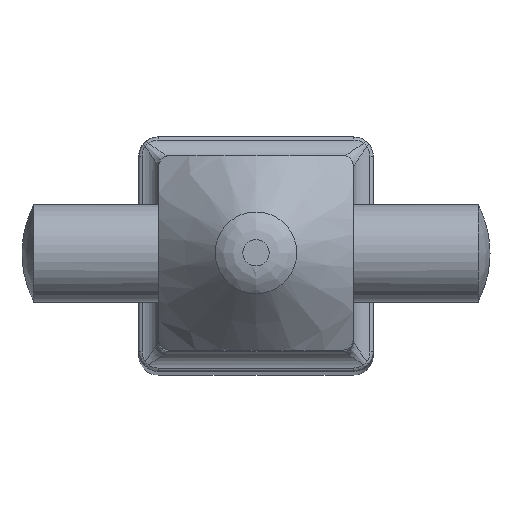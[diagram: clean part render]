
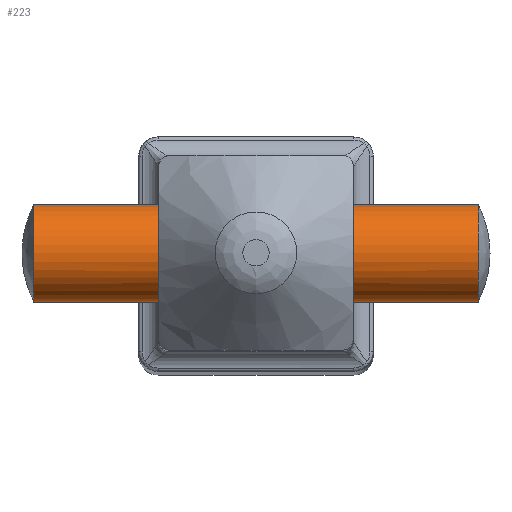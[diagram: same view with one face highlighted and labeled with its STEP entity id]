
A CAD part, top view. The second image highlights one B-rep face of the part: STEP entity #223.
In plain terms, the highlighted cylindrical face has radius 2.5 mm (diameter 5 mm), a full revolution.
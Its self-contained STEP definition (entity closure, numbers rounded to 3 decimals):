
#167=CYLINDRICAL_SURFACE('',#841,2.5);
#185=ELLIPSE('',#828,43.693,2.5);
#186=ELLIPSE('',#829,43.693,2.5);
#187=ELLIPSE('',#830,43.693,2.5);
#188=ELLIPSE('',#831,43.693,2.5);
#189=ELLIPSE('',#832,43.693,2.5);
#190=ELLIPSE('',#833,43.693,2.5);
#191=ELLIPSE('',#834,43.693,2.5);
#192=ELLIPSE('',#835,43.693,2.5);
#193=ELLIPSE('',#836,43.693,2.5);
#194=ELLIPSE('',#837,43.693,2.5);
#195=ELLIPSE('',#838,43.693,2.5);
#196=ELLIPSE('',#839,43.693,2.5);
#205=FACE_BOUND('',#316,.T.);
#206=FACE_BOUND('',#317,.T.);
#207=FACE_BOUND('',#318,.T.);
#208=FACE_BOUND('',#319,.T.);
#209=FACE_BOUND('',#320,.T.);
#223=ADVANCED_FACE('',(#205,#206,#207,#208,#209),#167,.T.);
#316=EDGE_LOOP('',(#375));
#317=EDGE_LOOP('',(#376,#377,#378,#379));
#318=EDGE_LOOP('',(#380,#381,#382,#383));
#319=EDGE_LOOP('',(#384,#385,#386,#387));
#320=EDGE_LOOP('',(#388));
#375=ORIENTED_EDGE('',*,*,#667,.F.);
#376=ORIENTED_EDGE('',*,*,#668,.T.);
#377=ORIENTED_EDGE('',*,*,#669,.T.);
#378=ORIENTED_EDGE('',*,*,#670,.T.);
#379=ORIENTED_EDGE('',*,*,#671,.T.);
#380=ORIENTED_EDGE('',*,*,#672,.T.);
#381=ORIENTED_EDGE('',*,*,#673,.T.);
#382=ORIENTED_EDGE('',*,*,#674,.T.);
#383=ORIENTED_EDGE('',*,*,#675,.T.);
#384=ORIENTED_EDGE('',*,*,#676,.T.);
#385=ORIENTED_EDGE('',*,*,#677,.T.);
#386=ORIENTED_EDGE('',*,*,#678,.T.);
#387=ORIENTED_EDGE('',*,*,#679,.T.);
#388=ORIENTED_EDGE('',*,*,#680,.T.);
#592=VERTEX_POINT('',#1099);
#593=VERTEX_POINT('',#1102);
#594=VERTEX_POINT('',#1103);
#595=VERTEX_POINT('',#1105);
#596=VERTEX_POINT('',#1107);
#597=VERTEX_POINT('',#1110);
#598=VERTEX_POINT('',#1111);
#599=VERTEX_POINT('',#1113);
#600=VERTEX_POINT('',#1115);
#601=VERTEX_POINT('',#1118);
#602=VERTEX_POINT('',#1119);
#603=VERTEX_POINT('',#1121);
#604=VERTEX_POINT('',#1123);
#605=VERTEX_POINT('',#1126);
#667=EDGE_CURVE('',#592,#592,#782,.T.);
#668=EDGE_CURVE('',#593,#594,#185,.T.);
#669=EDGE_CURVE('',#594,#595,#186,.T.);
#670=EDGE_CURVE('',#595,#596,#187,.T.);
#671=EDGE_CURVE('',#596,#593,#188,.T.);
#672=EDGE_CURVE('',#597,#598,#189,.T.);
#673=EDGE_CURVE('',#598,#599,#190,.T.);
#674=EDGE_CURVE('',#599,#600,#191,.T.);
#675=EDGE_CURVE('',#600,#597,#192,.T.);
#676=EDGE_CURVE('',#601,#602,#193,.T.);
#677=EDGE_CURVE('',#602,#603,#194,.T.);
#678=EDGE_CURVE('',#603,#604,#195,.T.);
#679=EDGE_CURVE('',#604,#601,#196,.T.);
#680=EDGE_CURVE('',#605,#605,#783,.T.);
#782=CIRCLE('',#826,2.5);
#783=CIRCLE('',#840,2.5);
#826=AXIS2_PLACEMENT_3D('',#1098,#909,#910);
#828=AXIS2_PLACEMENT_3D('',#1101,#913,#914);
#829=AXIS2_PLACEMENT_3D('',#1104,#915,#916);
#830=AXIS2_PLACEMENT_3D('',#1106,#917,#918);
#831=AXIS2_PLACEMENT_3D('',#1108,#919,#920);
#832=AXIS2_PLACEMENT_3D('',#1109,#921,#922);
#833=AXIS2_PLACEMENT_3D('',#1112,#923,#924);
#834=AXIS2_PLACEMENT_3D('',#1114,#925,#926);
#835=AXIS2_PLACEMENT_3D('',#1116,#927,#928);
#836=AXIS2_PLACEMENT_3D('',#1117,#929,#930);
#837=AXIS2_PLACEMENT_3D('',#1120,#931,#932);
#838=AXIS2_PLACEMENT_3D('',#1122,#933,#934);
#839=AXIS2_PLACEMENT_3D('',#1124,#935,#936);
#840=AXIS2_PLACEMENT_3D('',#1125,#937,#938);
#841=AXIS2_PLACEMENT_3D('',#1127,#939,#940);
#909=DIRECTION('',(-1.,0.,0.));
#910=DIRECTION('',(0.,1.,0.));
#913=DIRECTION('',(-0.057,-0.421,-0.905));
#914=DIRECTION('',(-0.998,0.024,0.052));
#915=DIRECTION('',(-0.057,0.994,-0.088));
#916=DIRECTION('',(0.998,0.057,-0.005));
#917=DIRECTION('',(0.057,0.994,-0.088));
#918=DIRECTION('',(-0.998,0.057,-0.005));
#919=DIRECTION('',(0.057,-0.421,-0.905));
#920=DIRECTION('',(0.998,0.024,0.052));
#921=DIRECTION('',(-0.057,0.994,0.088));
#922=DIRECTION('',(0.998,0.057,0.005));
#923=DIRECTION('',(-0.057,-0.421,0.905));
#924=DIRECTION('',(-0.998,0.024,-0.052));
#925=DIRECTION('',(0.057,-0.421,0.905));
#926=DIRECTION('',(0.998,0.024,-0.052));
#927=DIRECTION('',(0.057,0.994,0.088));
#928=DIRECTION('',(-0.998,0.057,0.005));
#929=DIRECTION('',(-0.057,-0.574,0.817));
#930=DIRECTION('',(-0.998,0.033,-0.047));
#931=DIRECTION('',(-0.057,-0.574,-0.817));
#932=DIRECTION('',(-0.998,0.033,0.047));
#933=DIRECTION('',(0.057,-0.574,-0.817));
#934=DIRECTION('',(0.998,0.033,0.047));
#935=DIRECTION('',(0.057,-0.574,0.817));
#936=DIRECTION('',(0.998,0.033,-0.047));
#937=DIRECTION('',(-1.,0.,0.));
#938=DIRECTION('',(0.,1.,0.));
#939=DIRECTION('',(-1.,0.,0.));
#940=DIRECTION('',(0.,-1.,0.));
#1098=CARTESIAN_POINT('',(-185.189,-15.491,170.883));
#1099=CARTESIAN_POINT('',(-185.189,-12.991,170.883));
#1101=CARTESIAN_POINT('',(-152.758,-15.491,170.883));
#1102=CARTESIAN_POINT('',(-173.819,-16.968,172.901));
#1103=CARTESIAN_POINT('',(-177.819,-16.741,173.048));
#1104=CARTESIAN_POINT('',(-152.758,-15.491,170.883));
#1105=CARTESIAN_POINT('',(-173.819,-16.5,173.171));
#1106=CARTESIAN_POINT('',(-194.88,-15.491,170.883));
#1107=CARTESIAN_POINT('',(-169.819,-16.741,173.048));
#1108=CARTESIAN_POINT('',(-194.88,-15.491,170.883));
#1109=CARTESIAN_POINT('',(-152.758,-15.491,170.883));
#1110=CARTESIAN_POINT('',(-173.819,-16.5,168.596));
#1111=CARTESIAN_POINT('',(-177.819,-16.741,168.718));
#1112=CARTESIAN_POINT('',(-152.758,-15.491,170.883));
#1113=CARTESIAN_POINT('',(-173.819,-16.968,168.866));
#1114=CARTESIAN_POINT('',(-194.88,-15.491,170.883));
#1115=CARTESIAN_POINT('',(-169.819,-16.741,168.718));
#1116=CARTESIAN_POINT('',(-194.88,-15.491,170.883));
#1117=CARTESIAN_POINT('',(-152.758,-15.491,170.883));
#1118=CARTESIAN_POINT('',(-173.819,-13.006,171.153));
#1119=CARTESIAN_POINT('',(-177.819,-12.991,170.883));
#1120=CARTESIAN_POINT('',(-152.758,-15.491,170.883));
#1121=CARTESIAN_POINT('',(-173.819,-13.006,170.614));
#1122=CARTESIAN_POINT('',(-194.88,-15.491,170.883));
#1123=CARTESIAN_POINT('',(-169.819,-12.991,170.883));
#1124=CARTESIAN_POINT('',(-194.88,-15.491,170.883));
#1125=CARTESIAN_POINT('',(-162.449,-15.491,170.883));
#1126=CARTESIAN_POINT('',(-162.449,-12.991,170.883));
#1127=CARTESIAN_POINT('',(-173.819,-15.491,170.883));
